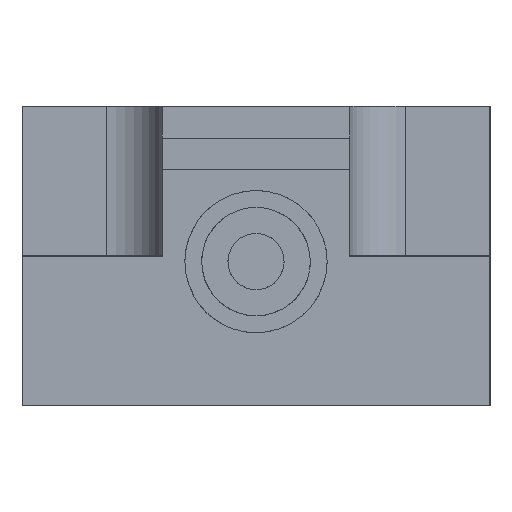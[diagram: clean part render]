
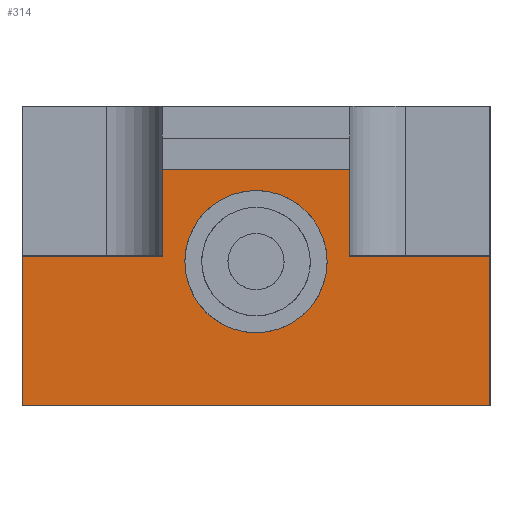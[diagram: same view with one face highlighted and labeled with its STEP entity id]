
A CAD part, front view. The second image highlights one B-rep face of the part: STEP entity #314.
In plain terms, the highlighted planar face has unit normal (0, -1, 0).
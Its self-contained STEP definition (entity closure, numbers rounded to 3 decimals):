
#127=PLANE('',#1325);
#158=FACE_OUTER_BOUND('',#386,.T.);
#314=ADVANCED_FACE('',(#158),#127,.T.);
#386=EDGE_LOOP('',(#529,#530,#531,#532,#533,#534,#535,#536));
#529=ORIENTED_EDGE('',*,*,#921,.T.);
#530=ORIENTED_EDGE('',*,*,#922,.T.);
#531=ORIENTED_EDGE('',*,*,#923,.T.);
#532=ORIENTED_EDGE('',*,*,#924,.T.);
#533=ORIENTED_EDGE('',*,*,#925,.T.);
#534=ORIENTED_EDGE('',*,*,#926,.T.);
#535=ORIENTED_EDGE('',*,*,#927,.T.);
#536=ORIENTED_EDGE('',*,*,#928,.T.);
#725=VERTEX_POINT('',#2066);
#726=VERTEX_POINT('',#2067);
#727=VERTEX_POINT('',#2069);
#728=VERTEX_POINT('',#2071);
#729=VERTEX_POINT('',#2073);
#730=VERTEX_POINT('',#2075);
#731=VERTEX_POINT('',#2077);
#732=VERTEX_POINT('',#2079);
#921=EDGE_CURVE('',#725,#726,#1084,.T.);
#922=EDGE_CURVE('',#726,#727,#1085,.T.);
#923=EDGE_CURVE('',#727,#728,#1086,.T.);
#924=EDGE_CURVE('',#728,#729,#1087,.T.);
#925=EDGE_CURVE('',#729,#730,#1088,.T.);
#926=EDGE_CURVE('',#730,#731,#1089,.T.);
#927=EDGE_CURVE('',#731,#732,#1090,.T.);
#928=EDGE_CURVE('',#732,#725,#1091,.T.);
#1084=LINE('',#2065,#1222);
#1085=LINE('',#2068,#1223);
#1086=LINE('',#2070,#1224);
#1087=LINE('',#2072,#1225);
#1088=LINE('',#2074,#1226);
#1089=LINE('',#2076,#1227);
#1090=LINE('',#2078,#1228);
#1091=LINE('',#2080,#1229);
#1222=VECTOR('',#1509,1.);
#1223=VECTOR('',#1510,1.);
#1224=VECTOR('',#1511,1.);
#1225=VECTOR('',#1512,1.);
#1226=VECTOR('',#1513,1.);
#1227=VECTOR('',#1514,1.);
#1228=VECTOR('',#1515,1.);
#1229=VECTOR('',#1516,1.);
#1325=AXIS2_PLACEMENT_3D('',#2081,#1517,#1518);
#1509=DIRECTION('',(-1.,0.,0.));
#1510=DIRECTION('',(0.,0.,1.));
#1511=DIRECTION('',(-1.,0.,0.));
#1512=DIRECTION('',(0.,0.,-1.));
#1513=DIRECTION('',(-1.,0.,0.));
#1514=DIRECTION('',(0.,0.,-1.));
#1515=DIRECTION('',(1.,0.,0.));
#1516=DIRECTION('',(0.,0.,1.));
#1517=DIRECTION('',(0.,-1.,0.));
#1518=DIRECTION('',(0.,0.,-1.));
#2065=CARTESIAN_POINT('',(-12.5,0.,0.));
#2066=CARTESIAN_POINT('',(0.,0.,0.));
#2067=CARTESIAN_POINT('',(-7.5,0.,0.));
#2068=CARTESIAN_POINT('',(-7.5,0.,-1.7));
#2069=CARTESIAN_POINT('',(-7.5,0.,4.6));
#2070=CARTESIAN_POINT('',(-12.5,0.,4.6));
#2071=CARTESIAN_POINT('',(-17.5,0.,4.6));
#2072=CARTESIAN_POINT('',(-17.5,0.,-1.7));
#2073=CARTESIAN_POINT('',(-17.5,0.,0.));
#2074=CARTESIAN_POINT('',(-12.5,0.,0.));
#2075=CARTESIAN_POINT('',(-25.,0.,0.));
#2076=CARTESIAN_POINT('',(-25.,0.,-1.7));
#2077=CARTESIAN_POINT('',(-25.,0.,-8.));
#2078=CARTESIAN_POINT('',(-12.5,0.,-8.));
#2079=CARTESIAN_POINT('',(0.,0.,-8.));
#2080=CARTESIAN_POINT('',(0.,0.,-1.7));
#2081=CARTESIAN_POINT('',(-25.5,0.,4.852));
